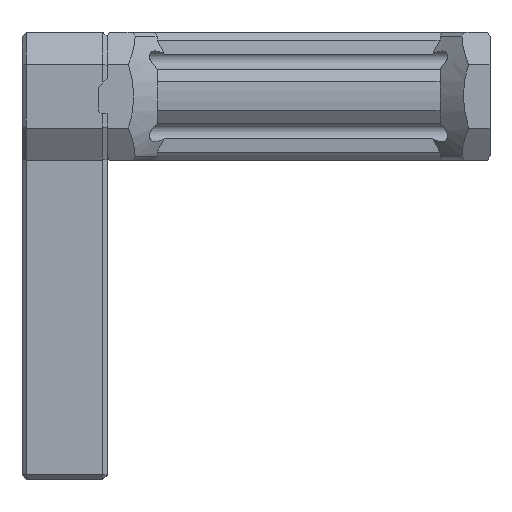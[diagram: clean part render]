
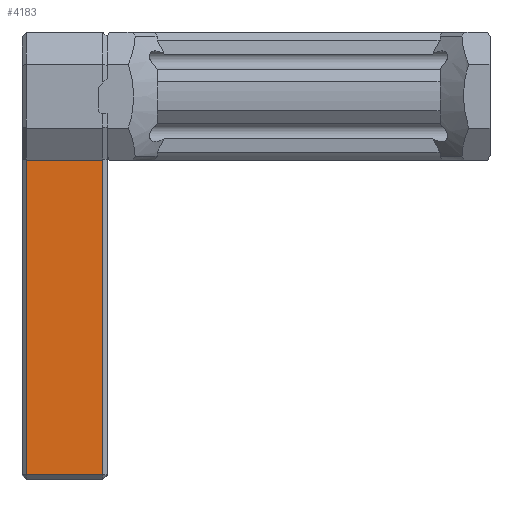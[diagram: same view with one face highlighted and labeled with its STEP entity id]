
A CAD part, top view. The second image highlights one B-rep face of the part: STEP entity #4183.
In plain terms, the highlighted planar face has unit normal (0, 0, 1).
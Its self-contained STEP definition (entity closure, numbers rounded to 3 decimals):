
#601=FACE_OUTER_BOUND('',#867,.T.);
#867=EDGE_LOOP('',(#3769,#3770,#3771,#3772));
#1235=LINE('',#11208,#1616);
#1243=LINE('',#11225,#1624);
#1244=LINE('',#11228,#1625);
#1252=LINE('',#11248,#1633);
#1616=VECTOR('',#5602,10.);
#1624=VECTOR('',#5622,10.);
#1625=VECTOR('',#5625,10.);
#1633=VECTOR('',#5655,10.);
#1997=VERTEX_POINT('',#11198);
#1999=VERTEX_POINT('',#11204);
#2000=VERTEX_POINT('',#11210);
#2003=VERTEX_POINT('',#11227);
#2582=EDGE_CURVE('',#1997,#1999,#1235,.T.);
#2591=EDGE_CURVE('',#1999,#2000,#1243,.T.);
#2592=EDGE_CURVE('',#2000,#2003,#1244,.T.);
#2601=EDGE_CURVE('',#1997,#2003,#1252,.T.);
#3769=ORIENTED_EDGE('',*,*,#2582,.F.);
#3770=ORIENTED_EDGE('',*,*,#2601,.T.);
#3771=ORIENTED_EDGE('',*,*,#2592,.F.);
#3772=ORIENTED_EDGE('',*,*,#2591,.F.);
#3943=PLANE('',#4562);
#4183=ADVANCED_FACE('',(#601),#3943,.T.);
#4562=AXIS2_PLACEMENT_3D('',#11247,#5653,#5654);
#5602=DIRECTION('',(0.,-1.,0.));
#5622=DIRECTION('',(-1.,0.,0.));
#5625=DIRECTION('',(0.,1.,0.));
#5653=DIRECTION('center_axis',(0.,0.,1.));
#5654=DIRECTION('ref_axis',(-1.,0.,0.));
#5655=DIRECTION('',(-1.,0.,0.));
#11198=CARTESIAN_POINT('',(-46.,-59.419,21.919));
#11204=CARTESIAN_POINT('',(-46.,-133.419,21.919));
#11208=CARTESIAN_POINT('',(-46.,-44.419,21.919));
#11210=CARTESIAN_POINT('',(-64.,-133.419,21.919));
#11225=CARTESIAN_POINT('',(-50.,-133.419,21.919));
#11227=CARTESIAN_POINT('',(-64.,-59.419,21.919));
#11228=CARTESIAN_POINT('',(-64.,-44.419,21.919));
#11247=CARTESIAN_POINT('Origin',(-45.,-59.419,21.919));
#11248=CARTESIAN_POINT('',(-50.,-59.419,21.919));
